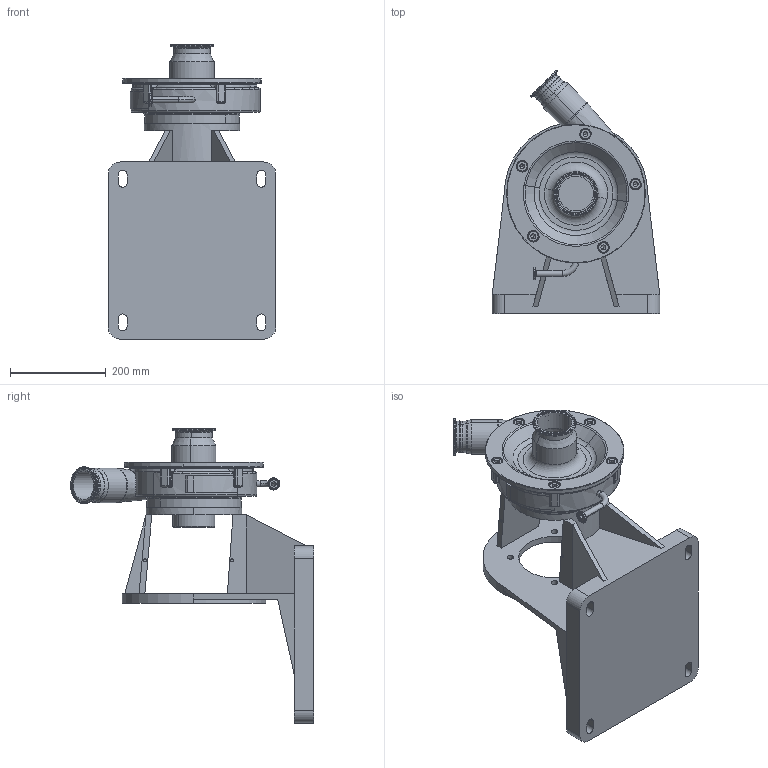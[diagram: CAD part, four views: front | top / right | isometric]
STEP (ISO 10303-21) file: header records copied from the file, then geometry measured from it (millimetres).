
FILE_DESCRIPTION (( 'STEP AP214' ), '1' );
FILE_NAME ('FP 3542 250TC 45L 1-2 In ELBOW LEFT DRAIN.STEP', '2023-02-17T17:13:44', ( '' ), ( '' ), 'SwSTEP 2.0', 'SolidWorks 2021', '' );
FILE_SCHEMA (( 'AUTOMOTIVE_DESIGN' ));
Length unit declared in the file: millimetre
Products named in the file (1): FP 3542 250TC 45L 1-2 In ELBOW LEFT DRAIN
Bounding box: 350 x 507.92 x 614.5 mm (x, y, z)
Volume: 14155738.4 mm3; surface area: 1075993.1 mm2
Topology: 1 solids, 6 shells, 625 faces, 1485 edges, 859 vertices
Faces by surface type: cylinder 205, plane 115, torus 106, cone 99, bspline 75, sphere 25
Entity records: 21291 total; most frequent: CARTESIAN_POINT 7064, DIRECTION 3157, ORIENTED_EDGE 2864, EDGE_CURVE 1432, AXIS2_PLACEMENT_3D 1344, VERTEX_POINT 857, CIRCLE 793, EDGE_LOOP 695
